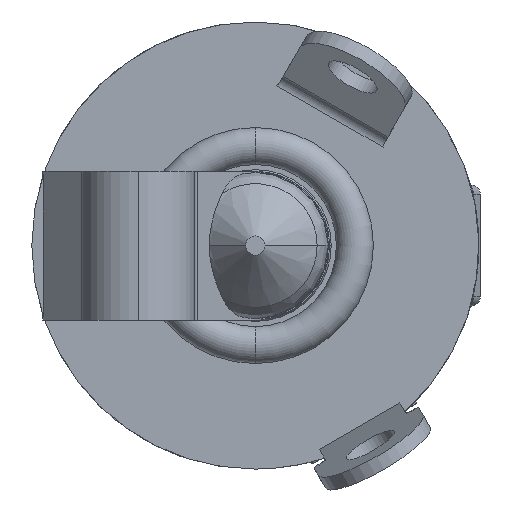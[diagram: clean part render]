
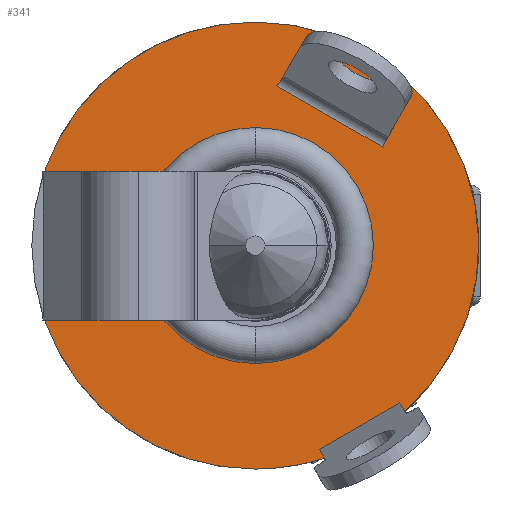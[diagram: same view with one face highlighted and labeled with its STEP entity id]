
A CAD part, left-side view. The second image highlights one B-rep face of the part: STEP entity #341.
In plain terms, the highlighted planar face has unit normal (-1, 0, 0).
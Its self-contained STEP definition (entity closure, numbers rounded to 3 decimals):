
#33 = VERTEX_POINT('',#34);
#34 = CARTESIAN_POINT('',(-5.977,9.09,7.706));
#40 = EDGE_CURVE('',#41,#33,#43,.T.);
#41 = VERTEX_POINT('',#42);
#42 = CARTESIAN_POINT('',(-5.977,8.502,7.706));
#43 = LINE('',#44,#45);
#44 = CARTESIAN_POINT('',(-5.977,8.502,7.706));
#45 = VECTOR('',#46,1.);
#46 = DIRECTION('',(0.,1.,0.));
#247 = VERTEX_POINT('',#248);
#248 = CARTESIAN_POINT('',(-5.977,0.11,1.356));
#256 = EDGE_CURVE('',#33,#247,#257,.T.);
#257 = CIRCLE('',#258,9.525);
#258 = AXIS2_PLACEMENT_3D('',#259,#260,#261);
#259 = CARTESIAN_POINT('',(-5.977,0.11,10.881));
#260 = DIRECTION('',(-1.,0.,0.));
#261 = DIRECTION('',(0.,0.,1.));
#306 = VERTEX_POINT('',#307);
#307 = CARTESIAN_POINT('',(-5.977,9.09,14.056));
#313 = EDGE_CURVE('',#314,#306,#316,.T.);
#314 = VERTEX_POINT('',#315);
#315 = CARTESIAN_POINT('',(-5.977,0.11,20.406));
#316 = CIRCLE('',#317,9.525);
#317 = AXIS2_PLACEMENT_3D('',#318,#319,#320);
#318 = CARTESIAN_POINT('',(-5.977,0.11,10.881));
#319 = DIRECTION('',(-1.,0.,0.));
#320 = DIRECTION('',(0.,0.,1.));
#341 = ADVANCED_FACE('',(#342,#362,#426),#485,.T.);
#342 = FACE_BOUND('',#343,.T.);
#343 = EDGE_LOOP('',(#344,#355));
#344 = ORIENTED_EDGE('',*,*,#345,.T.);
#345 = EDGE_CURVE('',#346,#348,#350,.T.);
#346 = VERTEX_POINT('',#347);
#347 = CARTESIAN_POINT('',(-5.977,0.11,15.91));
#348 = VERTEX_POINT('',#349);
#349 = CARTESIAN_POINT('',(-5.977,0.11,5.851));
#350 = CIRCLE('',#351,5.029);
#351 = AXIS2_PLACEMENT_3D('',#352,#353,#354);
#352 = CARTESIAN_POINT('',(-5.977,0.11,10.881));
#353 = DIRECTION('',(1.,0.,0.));
#354 = DIRECTION('',(0.,0.,1.));
#355 = ORIENTED_EDGE('',*,*,#356,.T.);
#356 = EDGE_CURVE('',#348,#346,#357,.T.);
#357 = CIRCLE('',#358,5.029);
#358 = AXIS2_PLACEMENT_3D('',#359,#360,#361);
#359 = CARTESIAN_POINT('',(-5.977,0.11,10.881));
#360 = DIRECTION('',(1.,0.,0.));
#361 = DIRECTION('',(0.,0.,1.));
#362 = FACE_BOUND('',#363,.T.);
#363 = EDGE_LOOP('',(#364,#381,#389,#404,#412,#420));
#364 = ORIENTED_EDGE('',*,*,#365,.T.);
#365 = EDGE_CURVE('',#366,#368,#370,.T.);
#366 = VERTEX_POINT('',#367);
#367 = CARTESIAN_POINT('',(-5.977,-5.39,15.25));
#368 = VERTEX_POINT('',#369);
#369 = CARTESIAN_POINT('',(-5.977,-5.332,15.071));
#370 = B_SPLINE_CURVE_WITH_KNOTS('',3,(#371,#372,#373,#374,#375,#376,
    #377,#378,#379,#380),.UNSPECIFIED.,.F.,.F.,(4,3,3,4),(
    0.,0.,0.,
    0.),.UNSPECIFIED.);
#371 = CARTESIAN_POINT('',(-5.977,-5.39,15.25));
#372 = CARTESIAN_POINT('',(-5.977,-5.377,15.228));
#373 = CARTESIAN_POINT('',(-5.977,-5.366,15.205));
#374 = CARTESIAN_POINT('',(-5.977,-5.357,15.182));
#375 = CARTESIAN_POINT('',(-5.977,-5.351,15.164));
#376 = CARTESIAN_POINT('',(-5.977,-5.345,15.146));
#377 = CARTESIAN_POINT('',(-5.977,-5.341,15.128));
#378 = CARTESIAN_POINT('',(-5.977,-5.337,15.109));
#379 = CARTESIAN_POINT('',(-5.977,-5.334,15.09));
#380 = CARTESIAN_POINT('',(-5.977,-5.332,15.071));
#381 = ORIENTED_EDGE('',*,*,#382,.T.);
#382 = EDGE_CURVE('',#368,#383,#385,.T.);
#383 = VERTEX_POINT('',#384);
#384 = CARTESIAN_POINT('',(-5.977,-0.798,17.689));
#385 = LINE('',#386,#387);
#386 = CARTESIAN_POINT('',(-5.977,-3.065,16.38));
#387 = VECTOR('',#388,1.);
#388 = DIRECTION('',(0.,0.866,0.5));
#389 = ORIENTED_EDGE('',*,*,#390,.T.);
#390 = EDGE_CURVE('',#383,#391,#393,.T.);
#391 = VERTEX_POINT('',#392);
#392 = CARTESIAN_POINT('',(-5.977,-0.924,17.828));
#393 = B_SPLINE_CURVE_WITH_KNOTS('',3,(#394,#395,#396,#397,#398,#399,
    #400,#401,#402,#403),.UNSPECIFIED.,.F.,.F.,(4,3,3,4),(
    0.,0.,0.,
    0.),.UNSPECIFIED.);
#394 = CARTESIAN_POINT('',(-5.977,-0.798,17.689));
#395 = CARTESIAN_POINT('',(-5.977,-0.818,17.703));
#396 = CARTESIAN_POINT('',(-5.977,-0.836,17.718));
#397 = CARTESIAN_POINT('',(-5.977,-0.853,17.735));
#398 = CARTESIAN_POINT('',(-5.977,-0.867,17.749));
#399 = CARTESIAN_POINT('',(-5.977,-0.88,17.763));
#400 = CARTESIAN_POINT('',(-5.977,-0.892,17.779));
#401 = CARTESIAN_POINT('',(-5.977,-0.904,17.795));
#402 = CARTESIAN_POINT('',(-5.977,-0.915,17.811));
#403 = CARTESIAN_POINT('',(-5.977,-0.924,17.828));
#404 = ORIENTED_EDGE('',*,*,#405,.T.);
#405 = EDGE_CURVE('',#391,#406,#408,.T.);
#406 = VERTEX_POINT('',#407);
#407 = CARTESIAN_POINT('',(-5.977,-1.344,18.556));
#408 = LINE('',#409,#410);
#409 = CARTESIAN_POINT('',(-5.977,2.343,12.169));
#410 = VECTOR('',#411,1.);
#411 = DIRECTION('',(0.,-0.5,0.866));
#412 = ORIENTED_EDGE('',*,*,#413,.T.);
#413 = EDGE_CURVE('',#406,#414,#416,.T.);
#414 = VERTEX_POINT('',#415);
#415 = CARTESIAN_POINT('',(-5.977,-5.81,15.978));
#416 = LINE('',#417,#418);
#417 = CARTESIAN_POINT('',(-5.977,-3.577,17.267));
#418 = VECTOR('',#419,1.);
#419 = DIRECTION('',(0.,-0.866,-0.5));
#420 = ORIENTED_EDGE('',*,*,#421,.T.);
#421 = EDGE_CURVE('',#414,#366,#422,.T.);
#422 = LINE('',#423,#424);
#423 = CARTESIAN_POINT('',(-5.977,-2.122,9.591));
#424 = VECTOR('',#425,1.);
#425 = DIRECTION('',(0.,0.5,-0.866));
#426 = FACE_BOUND('',#427,.T.);
#427 = EDGE_LOOP('',(#428,#438,#446,#453,#454,#462,#468,#469,#470,#479)
  );
#428 = ORIENTED_EDGE('',*,*,#429,.T.);
#429 = EDGE_CURVE('',#430,#432,#434,.T.);
#430 = VERTEX_POINT('',#431);
#431 = CARTESIAN_POINT('',(-5.977,-2.618,2.193));
#432 = VERTEX_POINT('',#433);
#433 = CARTESIAN_POINT('',(-5.977,-6.05,4.174));
#434 = LINE('',#435,#436);
#435 = CARTESIAN_POINT('',(-5.977,-2.618,2.193));
#436 = VECTOR('',#437,1.);
#437 = DIRECTION('',(0.,-0.866,0.5));
#438 = ORIENTED_EDGE('',*,*,#439,.F.);
#439 = EDGE_CURVE('',#440,#432,#442,.T.);
#440 = VERTEX_POINT('',#441);
#441 = CARTESIAN_POINT('',(-5.977,-6.264,3.803));
#442 = LINE('',#443,#444);
#443 = CARTESIAN_POINT('',(-5.977,-6.264,3.803));
#444 = VECTOR('',#445,1.);
#445 = DIRECTION('',(0.,0.5,0.866)
  );
#446 = ORIENTED_EDGE('',*,*,#447,.T.);
#447 = EDGE_CURVE('',#440,#314,#448,.T.);
#448 = CIRCLE('',#449,9.525);
#449 = AXIS2_PLACEMENT_3D('',#450,#451,#452);
#450 = CARTESIAN_POINT('',(-5.977,0.11,10.881));
#451 = DIRECTION('',(-1.,0.,0.));
#452 = DIRECTION('',(0.,0.,1.));
#453 = ORIENTED_EDGE('',*,*,#313,.T.);
#454 = ORIENTED_EDGE('',*,*,#455,.T.);
#455 = EDGE_CURVE('',#306,#456,#458,.T.);
#456 = VERTEX_POINT('',#457);
#457 = CARTESIAN_POINT('',(-5.977,8.502,14.056));
#458 = LINE('',#459,#460);
#459 = CARTESIAN_POINT('',(-5.977,9.09,14.056));
#460 = VECTOR('',#461,1.);
#461 = DIRECTION('',(0.,-1.,0.));
#462 = ORIENTED_EDGE('',*,*,#463,.T.);
#463 = EDGE_CURVE('',#456,#41,#464,.T.);
#464 = LINE('',#465,#466);
#465 = CARTESIAN_POINT('',(-5.977,8.502,14.056));
#466 = VECTOR('',#467,1.);
#467 = DIRECTION('',(0.,0.,-1.));
#468 = ORIENTED_EDGE('',*,*,#40,.T.);
#469 = ORIENTED_EDGE('',*,*,#256,.T.);
#470 = ORIENTED_EDGE('',*,*,#471,.T.);
#471 = EDGE_CURVE('',#247,#472,#474,.T.);
#472 = VERTEX_POINT('',#473);
#473 = CARTESIAN_POINT('',(-5.977,-2.833,1.822));
#474 = CIRCLE('',#475,9.525);
#475 = AXIS2_PLACEMENT_3D('',#476,#477,#478);
#476 = CARTESIAN_POINT('',(-5.977,0.11,10.881));
#477 = DIRECTION('',(-1.,0.,0.));
#478 = DIRECTION('',(0.,0.,1.));
#479 = ORIENTED_EDGE('',*,*,#480,.F.);
#480 = EDGE_CURVE('',#430,#472,#481,.T.);
#481 = LINE('',#482,#483);
#482 = CARTESIAN_POINT('',(-5.977,-2.618,2.193));
#483 = VECTOR('',#484,1.);
#484 = DIRECTION('',(0.,-0.5,-0.866));
#485 = PLANE('',#486);
#486 = AXIS2_PLACEMENT_3D('',#487,#488,#489);
#487 = CARTESIAN_POINT('',(-5.977,3.735,24.413));
#488 = DIRECTION('',(-1.,0.,0.));
#489 = DIRECTION('',(0.,0.5,-0.866));
